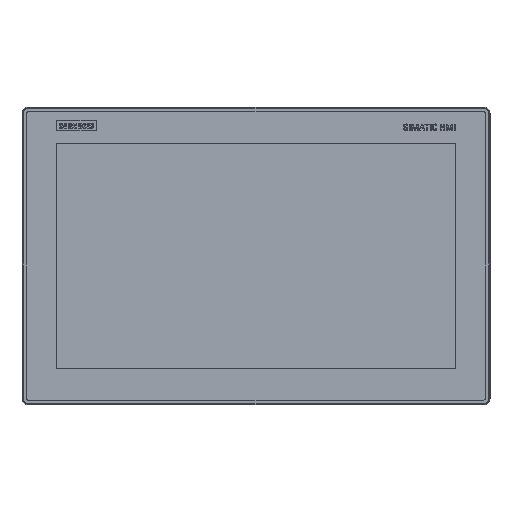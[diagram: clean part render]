
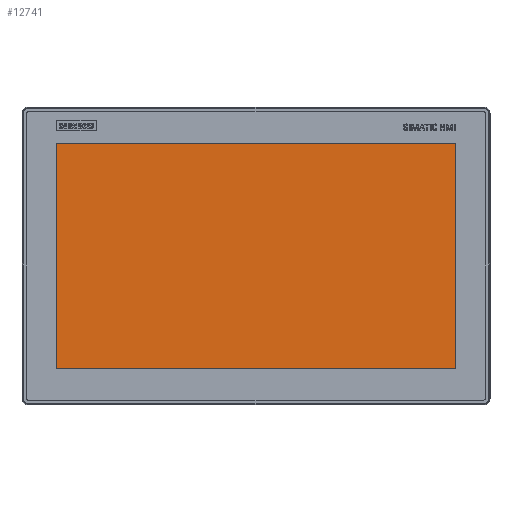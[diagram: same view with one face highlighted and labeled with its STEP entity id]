
A CAD part, top view. The second image highlights one B-rep face of the part: STEP entity #12741.
In plain terms, the highlighted planar face has unit normal (0, 0, 1).
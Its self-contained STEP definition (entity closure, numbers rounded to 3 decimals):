
#12741=ADVANCED_FACE('',(#15220),#13980,.F.);
#13980=PLANE('',#37674);
#15220=FACE_OUTER_BOUND('',#16642,.T.);
#16642=EDGE_LOOP('',(#21002,#21003,#21004,#21005));
#21002=ORIENTED_EDGE('',*,*,#29322,.T.);
#21003=ORIENTED_EDGE('',*,*,#29323,.T.);
#21004=ORIENTED_EDGE('',*,*,#29324,.T.);
#21005=ORIENTED_EDGE('',*,*,#29325,.T.);
#26325=VERTEX_POINT('',#51463);
#26326=VERTEX_POINT('',#51464);
#26327=VERTEX_POINT('',#51466);
#26328=VERTEX_POINT('',#51468);
#29322=EDGE_CURVE('',#26325,#26326,#32499,.T.);
#29323=EDGE_CURVE('',#26326,#26327,#32500,.T.);
#29324=EDGE_CURVE('',#26327,#26328,#32501,.T.);
#29325=EDGE_CURVE('',#26328,#26325,#32502,.T.);
#32499=LINE('',#51462,#35482);
#32500=LINE('',#51465,#35483);
#32501=LINE('',#51467,#35484);
#32502=LINE('',#51469,#35485);
#35482=VECTOR('',#41611,1.);
#35483=VECTOR('',#41612,1.);
#35484=VECTOR('',#41613,1.);
#35485=VECTOR('',#41614,1.);
#37674=AXIS2_PLACEMENT_3D('',#51470,#41615,#41616);
#41611=DIRECTION('',(0.,-1.,0.));
#41612=DIRECTION('',(1.,0.,0.));
#41613=DIRECTION('',(0.,1.,0.));
#41614=DIRECTION('',(-1.,0.,0.));
#41615=DIRECTION('',(0.,0.,-1.));
#41616=DIRECTION('',(-1.,0.,0.));
#51462=CARTESIAN_POINT('',(-218.157,-138.348,3.65));
#51463=CARTESIAN_POINT('',(-218.157,57.152,3.65));
#51464=CARTESIAN_POINT('',(-218.157,-138.348,3.65));
#51465=CARTESIAN_POINT('',(128.043,-138.348,3.65));
#51466=CARTESIAN_POINT('',(128.043,-138.348,3.65));
#51467=CARTESIAN_POINT('',(128.043,57.152,3.65));
#51468=CARTESIAN_POINT('',(128.043,57.152,3.65));
#51469=CARTESIAN_POINT('',(-218.157,57.152,3.65));
#51470=CARTESIAN_POINT('',(0.,0.,3.65));
